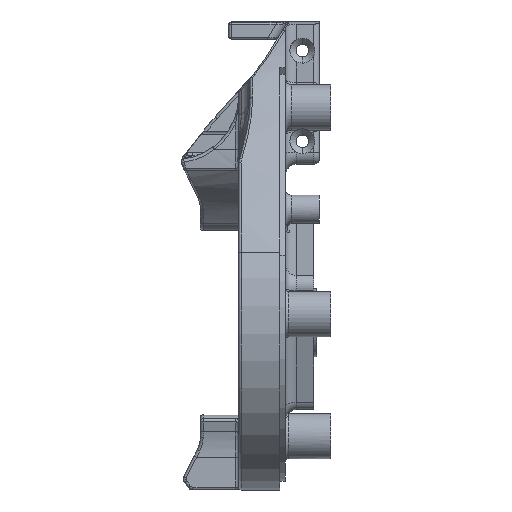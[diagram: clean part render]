
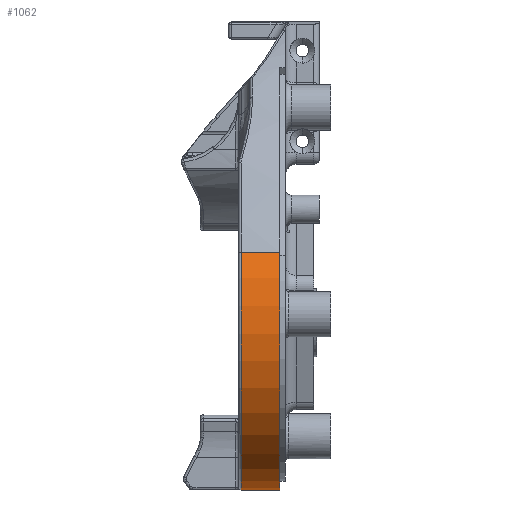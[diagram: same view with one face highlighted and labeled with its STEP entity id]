
A CAD part, left-side view. The second image highlights one B-rep face of the part: STEP entity #1062.
In plain terms, the highlighted cylindrical face has radius 29.5 mm (diameter 59 mm), a partial arc.
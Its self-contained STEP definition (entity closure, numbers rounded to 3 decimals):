
#928 = EDGE_CURVE ( 'NONE', #10930, #12112, #1289, .T. ) ;
#1015 = VERTEX_POINT ( 'NONE', #10632 ) ;
#1062 = ADVANCED_FACE ( 'NONE', ( #12362 ), #10810, .T. ) ;
#1289 = CIRCLE ( 'NONE', #5697, 29.5 ) ;
#1546 = EDGE_CURVE ( 'NONE', #12112, #1015, #16107, .T. ) ;
#2377 = DIRECTION ( 'NONE',  ( 0., 0., -1. ) ) ;
#2510 = CIRCLE ( 'NONE', #9801, 29.5 ) ;
#3020 = CARTESIAN_POINT ( 'NONE',  ( -51.275, 1., 12.452 ) ) ;
#3543 = CARTESIAN_POINT ( 'NONE',  ( -24.532, 2., -29.5 ) ) ;
#5253 = DIRECTION ( 'NONE',  ( 0., 0., -1. ) ) ;
#5464 = VECTOR ( 'NONE', #14277, 1000. ) ;
#5673 = CARTESIAN_POINT ( 'NONE',  ( -51.275, 7.75, 12.452 ) ) ;
#5692 = EDGE_LOOP ( 'NONE', ( #6281, #9619, #11096, #11167 ) ) ;
#5697 = AXIS2_PLACEMENT_3D ( 'NONE', #5967, #11552, #12856 ) ;
#5967 = CARTESIAN_POINT ( 'NONE',  ( -24.532, 7.75, 0. ) ) ;
#6175 = CARTESIAN_POINT ( 'NONE',  ( -24.532, 1., 0. ) ) ;
#6281 = ORIENTED_EDGE ( 'NONE', *, *, #16513, .F. ) ;
#9619 = ORIENTED_EDGE ( 'NONE', *, *, #17542, .T. ) ;
#9778 = CARTESIAN_POINT ( 'NONE',  ( -24.532, 2., 0. ) ) ;
#9801 = AXIS2_PLACEMENT_3D ( 'NONE', #6175, #12223, #5253 ) ;
#9919 = LINE ( 'NONE', #12521, #5464 ) ;
#10221 = DIRECTION ( 'NONE',  ( 0., -1., 0. ) ) ;
#10600 = VERTEX_POINT ( 'NONE', #3020 ) ;
#10632 = CARTESIAN_POINT ( 'NONE',  ( -24.532, 1., -29.5 ) ) ;
#10810 = CYLINDRICAL_SURFACE ( 'NONE', #17428, 29.5 ) ;
#10930 = VERTEX_POINT ( 'NONE', #5673 ) ;
#11096 = ORIENTED_EDGE ( 'NONE', *, *, #928, .T. ) ;
#11160 = DIRECTION ( 'NONE',  ( 0., -1., 0. ) ) ;
#11167 = ORIENTED_EDGE ( 'NONE', *, *, #1546, .T. ) ;
#11552 = DIRECTION ( 'NONE',  ( 0., -1., 0. ) ) ;
#12112 = VERTEX_POINT ( 'NONE', #14111 ) ;
#12223 = DIRECTION ( 'NONE',  ( 0., -1., 0. ) ) ;
#12362 = FACE_OUTER_BOUND ( 'NONE', #5692, .T. ) ;
#12521 = CARTESIAN_POINT ( 'NONE',  ( -51.275, -110.294, 12.452 ) ) ;
#12856 = DIRECTION ( 'NONE',  ( 0., 0., 1. ) ) ;
#14111 = CARTESIAN_POINT ( 'NONE',  ( -24.532, 7.75, -29.5 ) ) ;
#14277 = DIRECTION ( 'NONE',  ( 0., 1., 0. ) ) ;
#16107 = LINE ( 'NONE', #3543, #16561 ) ;
#16513 = EDGE_CURVE ( 'NONE', #10600, #1015, #2510, .T. ) ;
#16561 = VECTOR ( 'NONE', #10221, 1000. ) ;
#17428 = AXIS2_PLACEMENT_3D ( 'NONE', #9778, #11160, #2377 ) ;
#17542 = EDGE_CURVE ( 'NONE', #10600, #10930, #9919, .T. ) ;
